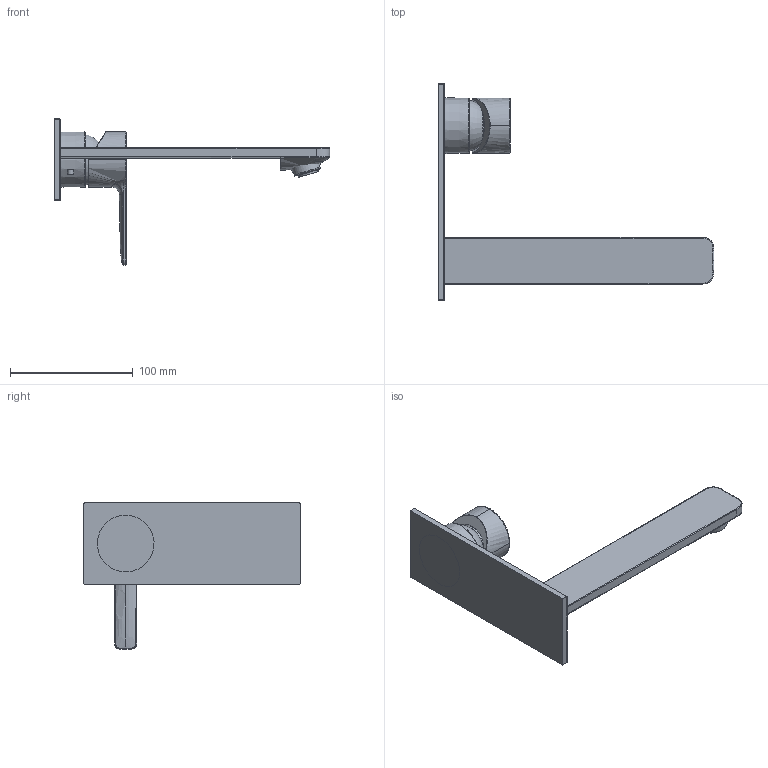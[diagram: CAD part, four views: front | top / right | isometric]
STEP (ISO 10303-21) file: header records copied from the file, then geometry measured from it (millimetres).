
FILE_DESCRIPTION(/* description */ ('Unknown'),/* implementation_level */ '2;1');
FILE_NAME(/* name */ '23444001',/* time_stamp */ '2022-09-08T19:11:32+02:00',/* author */ ('Unknown'),/* organization */ ('GROHE AG'),/* preprocessor_version */ 'ST-DEVELOPER v16.7',/* originating_system */ 'DEX',/* authorisation */ $);
FILE_SCHEMA (('AUTOMOTIVE_DESIGN {1 0 10303 214 3 1 1}'));
Length unit declared in the file: millimetre
Products named in the file (4): 23444001; id11; 1; 40.0051.000 - 40.0061.000 for customer
Assembly tree (3 placements, depth 2):
  23444001
    id11
    1
    40.0051.000 - 40.0061.000 for customer
Bounding box: 224.53 x 176.08 x 118.98 mm (x, y, z)
Volume: 41205.8 mm3; surface area: 56574.2 mm2
Topology: 1 solids, 14 shells, 141 faces, 560 edges, 430 vertices
Faces by surface type: bspline 47, plane 39, cylinder 29, torus 18, cone 8
Full cylindrical faces by diameter (mm): 5 x1, 23.6 x1
Entity records: 12172 total; most frequent: CARTESIAN_POINT 7670, ORIENTED_EDGE 788, DIRECTION 663, EDGE_CURVE 546, VERTEX_POINT 426, AXIS2_PLACEMENT_3D 222, LINE 219, VECTOR 219
